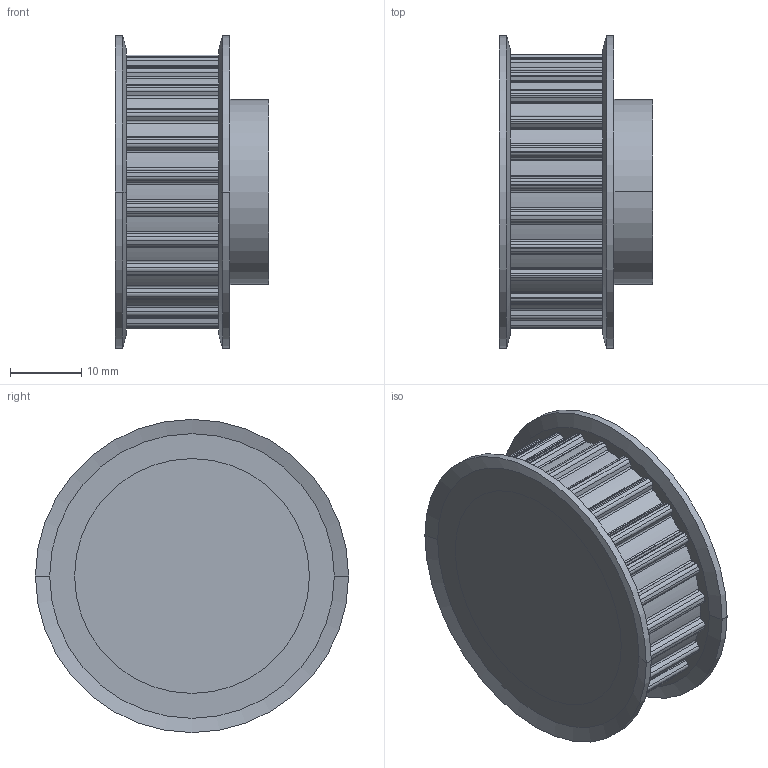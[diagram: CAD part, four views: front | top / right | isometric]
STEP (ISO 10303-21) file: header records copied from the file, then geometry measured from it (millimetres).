
FILE_DESCRIPTION(('HOOPS Exchange Step'),'2;1');
FILE_NAME('export-EDA3683D-7373-4AA7-840F-DF0B24E9FF05.stp','2024-01-29T12:17:16+01:00',('Engineering'),('Alibre'),'HOOPS Exchange 2021.0','Alibre','Unknown authorisation');
FILE_SCHEMA( ('AP242_MANAGED_MODEL_BASED_3D_ENGINEERING_MIM_LF {1 0 10303 442 1 1 4 }') );
Length unit declared in the file: millimetre
Products named in the file (3): 6569-1 AT5 Pulley 21-AT5 Z=25 for 10mm wide belts BODY; 6569-2 AT5 Pulley 21-AT5 Z=25 for 10mm wide belts FLANGE; 6569 AT5 Pulley 21-AT5 Z=25 for 10mm wide belts
Assembly tree (3 placements, depth 2):
  6569 AT5 Pulley 21-AT5 Z=25 for 10mm wide belts
    6569-1 AT5 Pulley 21-AT5 Z=25 for 10mm wide belts BODY
    6569-2 AT5 Pulley 21-AT5 Z=25 for 10mm wide belts FLANGE  x2
Bounding box: 21.54 x 44 x 44 mm (x, y, z)
Volume: 20282.8 mm3; surface area: 7953.7 mm2
Topology: 3 solids, 3 shells, 269 faces, 772 edges, 512 vertices
Faces by surface type: cylinder 202, plane 59, cone 8
Entity records: 8873 total; most frequent: DIRECTION 1688, CARTESIAN_POINT 1520, ORIENTED_EDGE 1504, EDGE_CURVE 752, AXIS2_PLACEMENT_3D 668, VERTEX_POINT 500, CIRCLE 400, VECTOR 352
